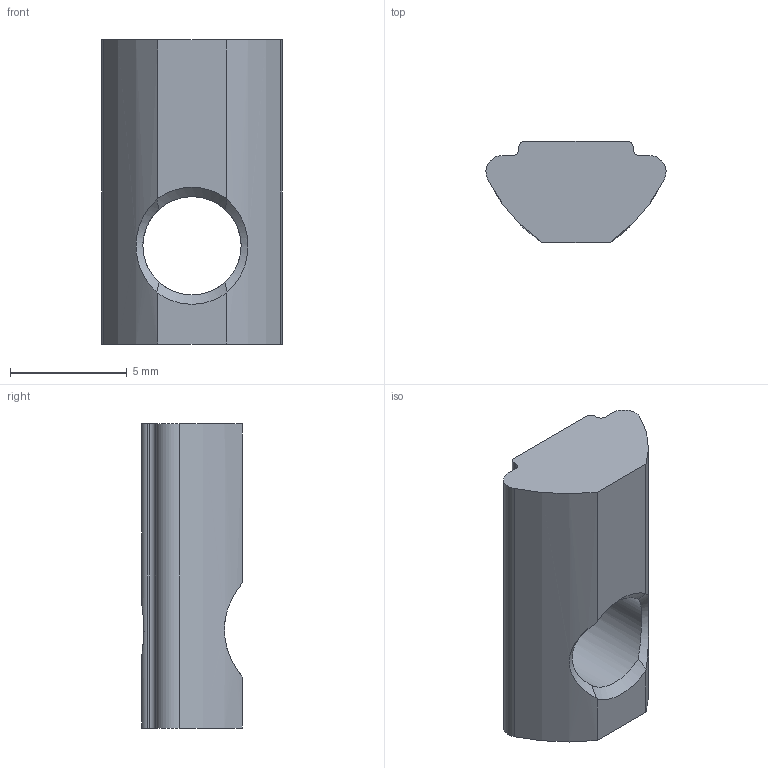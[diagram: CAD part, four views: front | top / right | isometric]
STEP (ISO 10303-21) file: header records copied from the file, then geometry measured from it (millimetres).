
FILE_DESCRIPTION(/* description */ (''),/* implementation_level */ '2;1');
FILE_NAME(/* name */ 'M5 Roll-In T Nut_v1.step',/* time_stamp */ '2023-05-23T22:37:08-06:00',/* author */ (''),/* organization */ (''),/* preprocessor_version */ 'ST-DEVELOPER v19.2',/* originating_system */ 'Autodesk Translation Framework v12.4.0.73',/* authorisation */ '');
FILE_SCHEMA (('AUTOMOTIVE_DESIGN { 1 0 10303 214 3 1 1 }'));
Length unit declared in the file: millimetre
Products named in the file (1): M5 Roll-In T Nut
Bounding box: 7.7 x 4.3 x 13 mm (x, y, z)
Volume: 272.8 mm3; surface area: 330.2 mm2
Topology: 1 solids, 1 shells, 24 faces, 71 edges, 47 vertices
Faces by surface type: plane 10, cylinder 9, cone 3, bspline 2
Full cylindrical faces by diameter (mm): 4.2 x1
Entity records: 1016 total; most frequent: CARTESIAN_POINT 337, ORIENTED_EDGE 142, DIRECTION 128, EDGE_CURVE 71, AXIS2_PLACEMENT_3D 48, VERTEX_POINT 47, LINE 32, VECTOR 32
